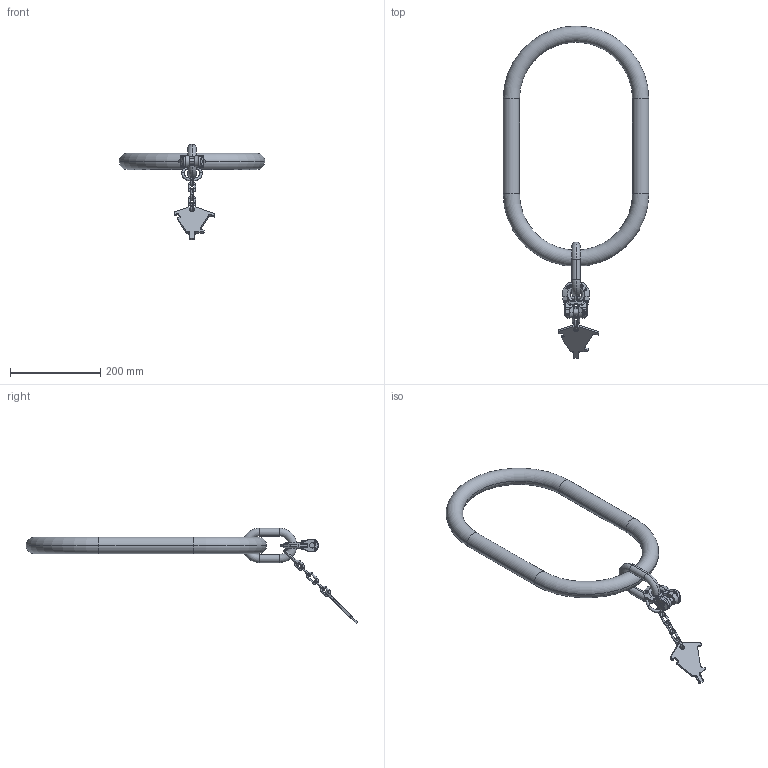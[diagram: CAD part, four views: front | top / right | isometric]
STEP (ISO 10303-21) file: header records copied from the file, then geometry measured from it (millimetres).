
FILE_DESCRIPTION((''),'2;1');
FILE_NAME('001-M32082-P-1_ASM','2014-10-24T',('Andreas.Wendler'),(''),'PRO/ENGINEER BY PARAMETRIC TECHNOLOGY CORPORATION, 2010140','PRO/ENGINEER BY PARAMETRIC TECHNOLOGY CORPORATION, 2010140','');
FILE_SCHEMA(('CONFIG_CONTROL_DESIGN'));
Length unit declared in the file: millimetre
Products named in the file (11): 001-M32082-P-1; 001-M34472-P-3; 001-M31128-V01; 001-M31164-P-1; 001-M31129-P-1; 001-M33743-001; 001-M31130-003_ASM; 001-M31164-P-1_ASM; 001-M31127-P-3; 001-M34472-P-3_ASM; 001-M32082-P-1_ASM
Assembly tree (13 placements, depth 5):
  001-M32082-P-1_ASM
    001-M32082-P-1
    001-M34472-P-3_ASM
      001-M34472-P-3
      001-M31128-V01
      001-M31164-P-1_ASM
        001-M31164-P-1
        001-M31129-P-1  x2
        001-M31130-003_ASM
          001-M33743-001  x3
      001-M31127-P-3
Bounding box: 322 x 734.24 x 211.24 mm (x, y, z)
Volume: 1491621.9 mm3; surface area: 194218 mm2
Topology: 10 solids, 10 shells, 546 faces, 1402 edges, 876 vertices
Faces by surface type: plane 283, cylinder 132, bspline 68, torus 46, cone 17
Entity records: 19103 total; most frequent: CARTESIAN_POINT 7336, ORIENTED_EDGE 2696, DIRECTION 2012, EDGE_CURVE 1348, VERTEX_POINT 848, AXIS2_PLACEMENT_3D 755, B_SPLINE_CURVE_WITH_KNOTS 576, EDGE_LOOP 536
